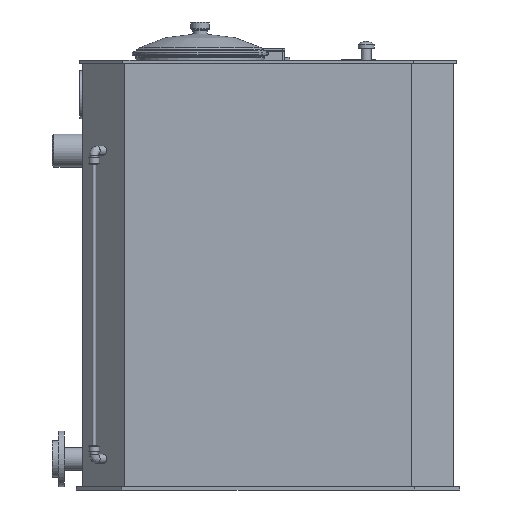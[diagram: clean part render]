
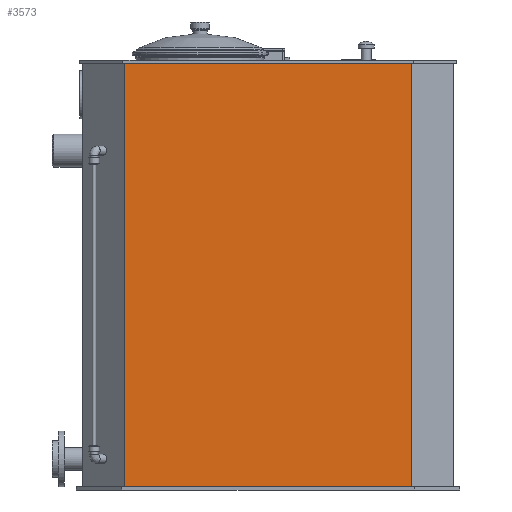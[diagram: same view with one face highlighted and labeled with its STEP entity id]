
A CAD part, front view. The second image highlights one B-rep face of the part: STEP entity #3573.
In plain terms, the highlighted planar face has unit normal (0, -1, 0).
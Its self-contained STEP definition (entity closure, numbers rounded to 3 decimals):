
#109=LINE('',#5286,#384);
#132=LINE('',#5337,#407);
#141=LINE('',#5356,#416);
#142=LINE('',#5357,#417);
#384=VECTOR('',#4259,10.);
#407=VECTOR('',#4290,10.);
#416=VECTOR('',#4317,10.);
#417=VECTOR('',#4318,10.);
#885=FACE_OUTER_BOUND('',#1148,.T.);
#1148=EDGE_LOOP('',(#2544,#2545,#2546,#2547));
#1625=VERTEX_POINT('',#5279);
#1628=VERTEX_POINT('',#5284);
#1652=VERTEX_POINT('',#5335);
#1653=VERTEX_POINT('',#5355);
#1978=EDGE_CURVE('',#1628,#1625,#109,.T.);
#2003=EDGE_CURVE('',#1652,#1628,#132,.T.);
#2012=EDGE_CURVE('',#1653,#1625,#141,.T.);
#2013=EDGE_CURVE('',#1652,#1653,#142,.T.);
#2544=ORIENTED_EDGE('',*,*,#2012,.T.);
#2545=ORIENTED_EDGE('',*,*,#1978,.F.);
#2546=ORIENTED_EDGE('',*,*,#2003,.F.);
#2547=ORIENTED_EDGE('',*,*,#2013,.T.);
#3441=PLANE('',#3847);
#3573=ADVANCED_FACE('',(#885),#3441,.T.);
#3847=AXIS2_PLACEMENT_3D('',#5354,#4315,#4316);
#4259=DIRECTION('',(0.,0.,1.));
#4290=DIRECTION('',(-1.,0.,0.));
#4315=DIRECTION('center_axis',(0.,-1.,0.));
#4316=DIRECTION('ref_axis',(0.,0.,1.));
#4317=DIRECTION('',(-1.,0.,0.));
#4318=DIRECTION('',(0.,0.,1.));
#5279=CARTESIAN_POINT('',(-476.716,-315.,1415.));
#5284=CARTESIAN_POINT('',(-476.716,-315.,10.));
#5286=CARTESIAN_POINT('',(-476.716,-315.,10.));
#5335=CARTESIAN_POINT('',(476.716,-315.,10.));
#5337=CARTESIAN_POINT('',(238.358,-315.,10.));
#5354=CARTESIAN_POINT('Origin',(476.716,-315.,10.));
#5355=CARTESIAN_POINT('',(476.716,-315.,1415.));
#5356=CARTESIAN_POINT('',(476.716,-315.,1415.));
#5357=CARTESIAN_POINT('',(476.716,-315.,10.));
